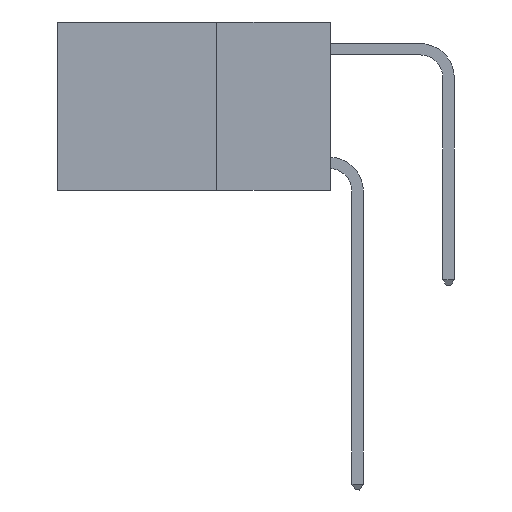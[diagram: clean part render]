
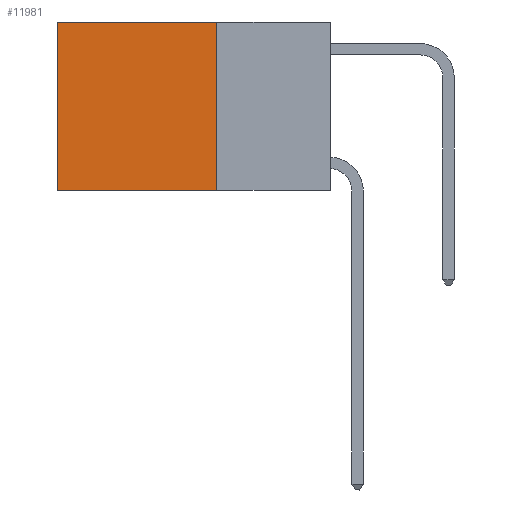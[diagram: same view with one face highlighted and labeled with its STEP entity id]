
A CAD part, left-side view. The second image highlights one B-rep face of the part: STEP entity #11981.
In plain terms, the highlighted planar face has unit normal (-1, 0, 0).
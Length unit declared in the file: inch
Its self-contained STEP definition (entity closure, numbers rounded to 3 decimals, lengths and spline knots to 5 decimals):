
#192 = VERTEX_POINT ( 'NONE', #11615 ) ;
#455 = DIRECTION ( 'NONE',  ( 0., 0., -1. ) ) ;
#467 = DIRECTION ( 'NONE',  ( 0., 1., 0. ) ) ;
#484 = LINE ( 'NONE', #6987, #3078 ) ;
#769 = ORIENTED_EDGE ( 'NONE', *, *, #12635, .T. ) ;
#793 = EDGE_CURVE ( 'NONE', #192, #2930, #13344, .T. ) ;
#1958 = VERTEX_POINT ( 'NONE', #4310 ) ;
#2321 = DIRECTION ( 'NONE',  ( 1., 0., 0. ) ) ;
#2861 = LINE ( 'NONE', #9918, #10794 ) ;
#2930 = VERTEX_POINT ( 'NONE', #11321 ) ;
#2962 = EDGE_CURVE ( 'NONE', #192, #8569, #3142, .T. ) ;
#3078 = VECTOR ( 'NONE', #467, 39.37008 ) ;
#3142 = LINE ( 'NONE', #5929, #5324 ) ;
#3425 = EDGE_LOOP ( 'NONE', ( #769, #5046, #3958, #9724 ) ) ;
#3958 = ORIENTED_EDGE ( 'NONE', *, *, #2962, .F. ) ;
#4310 = CARTESIAN_POINT ( 'NONE',  ( 0.2625, 0.6, -0.37 ) ) ;
#5022 = VECTOR ( 'NONE', #7676, 39.37008 ) ;
#5046 = ORIENTED_EDGE ( 'NONE', *, *, #10394, .F. ) ;
#5324 = VECTOR ( 'NONE', #455, 39.37008 ) ;
#5929 = CARTESIAN_POINT ( 'NONE',  ( 0.2625, 0.25, 0. ) ) ;
#6987 = CARTESIAN_POINT ( 'NONE',  ( 0.2625, 0.25, -0.37 ) ) ;
#7354 = CARTESIAN_POINT ( 'NONE',  ( 0.2625, 0.25, -0.37 ) ) ;
#7676 = DIRECTION ( 'NONE',  ( 0., 1., 0. ) ) ;
#8297 = FACE_OUTER_BOUND ( 'NONE', #3425, .T. ) ;
#8569 = VERTEX_POINT ( 'NONE', #7354 ) ;
#8800 = CARTESIAN_POINT ( 'NONE',  ( 0.2625, 0.25, 0. ) ) ;
#9724 = ORIENTED_EDGE ( 'NONE', *, *, #793, .T. ) ;
#9885 = DIRECTION ( 'NONE',  ( 0., 0., -1. ) ) ;
#9918 = CARTESIAN_POINT ( 'NONE',  ( 0.2625, 0.6, 0. ) ) ;
#10394 = EDGE_CURVE ( 'NONE', #8569, #1958, #484, .T. ) ;
#10794 = VECTOR ( 'NONE', #11004, 39.37008 ) ;
#11004 = DIRECTION ( 'NONE',  ( 0., 0., -1. ) ) ;
#11321 = CARTESIAN_POINT ( 'NONE',  ( 0.2625, 0.6, 0. ) ) ;
#11615 = CARTESIAN_POINT ( 'NONE',  ( 0.2625, 0.25, 0. ) ) ;
#11663 = AXIS2_PLACEMENT_3D ( 'NONE', #8800, #2321, #9885 ) ;
#11981 = ADVANCED_FACE ( 'NONE', ( #8297 ), #12017, .F. ) ;
#12017 = PLANE ( 'NONE',  #11663 ) ;
#12043 = CARTESIAN_POINT ( 'NONE',  ( 0.2625, 0.25, 0. ) ) ;
#12635 = EDGE_CURVE ( 'NONE', #2930, #1958, #2861, .T. ) ;
#13344 = LINE ( 'NONE', #12043, #5022 ) ;
